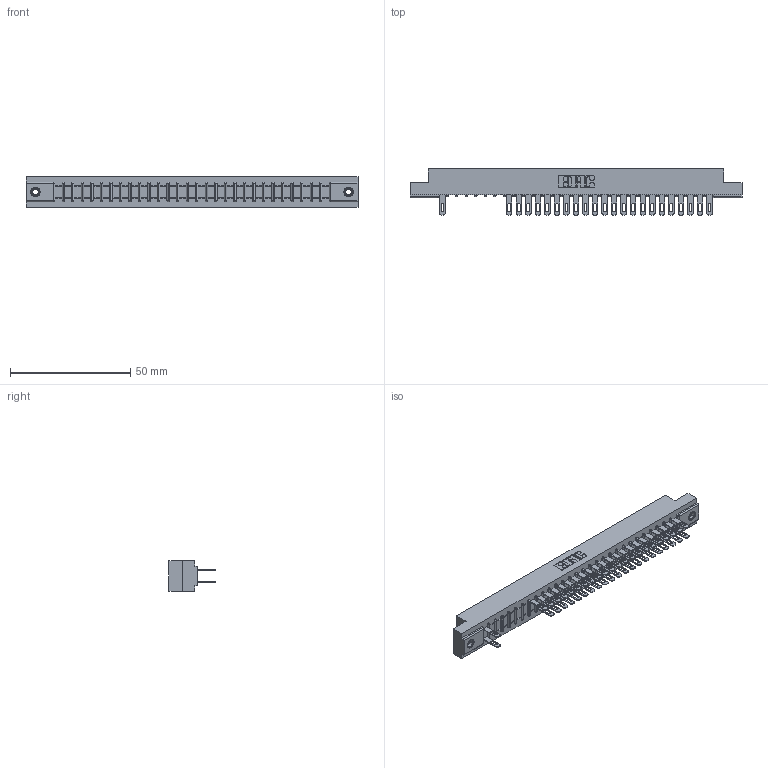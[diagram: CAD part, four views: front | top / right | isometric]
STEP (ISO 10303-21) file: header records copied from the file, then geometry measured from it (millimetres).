
FILE_DESCRIPTION (( 'STEP AP203' ), '1' );
FILE_NAME ('307-058-500-207.STEP', '2018-08-06T07:18:50', ( '' ), ( '' ), 'SwSTEP 2.0', 'SolidWorks 2016', '' );
FILE_SCHEMA (( 'CONFIG_CONTROL_DESIGN' ));
Length unit declared in the file: inch
Products named in the file (4): 307 Part_.156 Dia Mounting Holes; 307-290-001_500; 345-250-001_345-250-005-103; 307-058-500-207
Assembly tree (48 placements, depth 2):
  307-058-500-207
    307 Part_.156 Dia Mounting Holes
    307-290-001_500  x45
    345-250-001_345-250-005-103  x2
Bounding box: 137.92 x 19.18 x 12.7 mm (x, y, z)
Volume: 14521.3 mm3; surface area: 17149.5 mm2
Topology: 48 solids, 48 shells, 2408 faces, 6725 edges, 4334 vertices
Faces by surface type: plane 1530, cylinder 802, sphere 60, cone 12, torus 4
Entity records: 28135 total; most frequent: CARTESIAN_POINT 4643, ORIENTED_EDGE 4606, DIRECTION 4551, EDGE_CURVE 2303, VECTOR 1759, LINE 1759, VERTEX_POINT 1488, AXIS2_PLACEMENT_3D 1396
